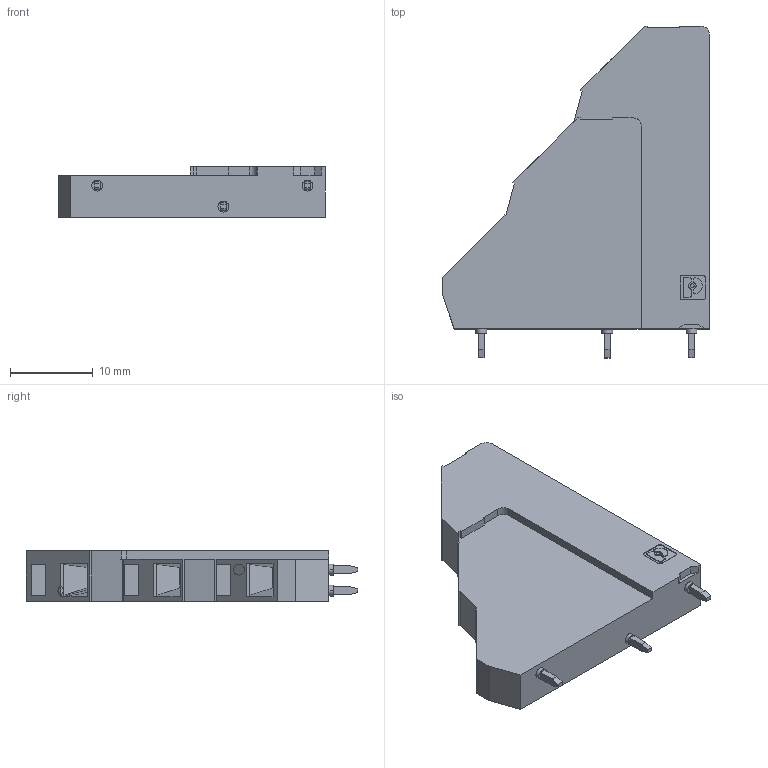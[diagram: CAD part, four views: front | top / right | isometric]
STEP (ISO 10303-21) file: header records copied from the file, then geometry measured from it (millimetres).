
FILE_DESCRIPTION(('SolidDesigner STEP Export'),'2;1');
FILE_NAME('zfk3ds_1.5-5.08-ds.stp','2013-07-26T 7:52:53',(''),(''),'Creo Elements/Direct Modeling STEP processor for AP214 (Solid Model)','Creo Elements/Direct Modeling 18.1B 29-Sep-2012 (C) Parametric Technology GmbH','');
FILE_SCHEMA(('AUTOMOTIVE_DESIGN { 1 0 10303 214 1 1 1 1 }'));
Length unit declared in the file: millimetre
Products named in the file (2): zfk3ds_1.5-5.08-ds
Assembly tree (1 placements, depth 2):
  zfk3ds_1.5-5.08-ds
    zfk3ds_1.5-5.08-ds
Bounding box: 32.2 x 40.1 x 6.08 mm (x, y, z)
Volume: 4188.3 mm3; surface area: 2681.4 mm2
Topology: 1 solids, 1 shells, 201 faces, 485 edges, 312 vertices
Faces by surface type: plane 126, torus 32, cylinder 27, cone 16
Entity records: 7214 total; most frequent: ORIENTED_EDGE 970, CARTESIAN_POINT 942, DIRECTION 939, EDGE_CURVE 485, VECTOR 321, LINE 321, VERTEX_POINT 312, AXIS2_PLACEMENT_3D 309
